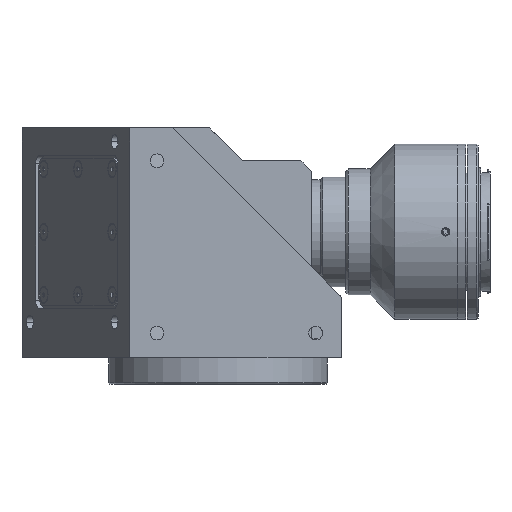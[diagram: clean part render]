
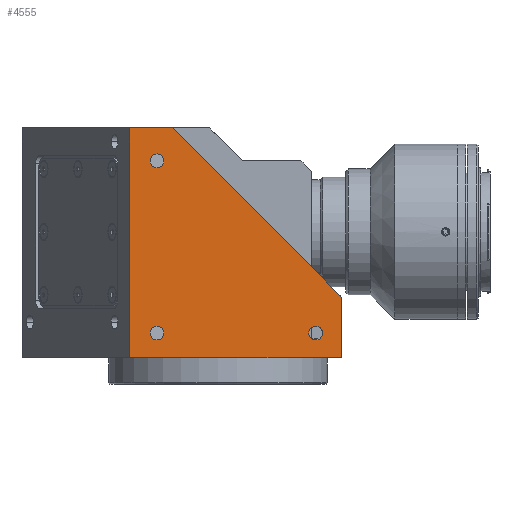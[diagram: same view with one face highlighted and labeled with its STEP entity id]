
A CAD part, front view. The second image highlights one B-rep face of the part: STEP entity #4555.
In plain terms, the highlighted planar face has unit normal (0, -1, 0).
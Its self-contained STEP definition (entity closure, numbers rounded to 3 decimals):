
#108 = CARTESIAN_POINT ( 'NONE',  ( -22.304, -44., 241.855 ) ) ;
#472 = CARTESIAN_POINT ( 'NONE',  ( 45., -44., 189.568 ) ) ;
#497 = DIRECTION ( 'NONE',  ( 0., 0., -1. ) ) ;
#786 = DIRECTION ( 'NONE',  ( 0., 0., -1. ) ) ;
#795 = ORIENTED_EDGE ( 'NONE', *, *, #9092, .T. ) ;
#931 = DIRECTION ( 'NONE',  ( 0., 0., 1. ) ) ;
#1287 = CARTESIAN_POINT ( 'NONE',  ( 35.696, -44., 178.855 ) ) ;
#1355 = DIRECTION ( 'NONE',  ( 0., -1., 0. ) ) ;
#1397 = VERTEX_POINT ( 'NONE', #5153 ) ;
#1412 = CARTESIAN_POINT ( 'NONE',  ( -22.304, -44., 239.355 ) ) ;
#1438 = VECTOR ( 'NONE', #13681, 1000. ) ;
#1731 = ORIENTED_EDGE ( 'NONE', *, *, #12471, .F. ) ;
#1884 = AXIS2_PLACEMENT_3D ( 'NONE', #6421, #10185, #497 ) ;
#2066 = CARTESIAN_POINT ( 'NONE',  ( -32.304, -44., 167.355 ) ) ;
#2376 = VERTEX_POINT ( 'NONE', #12132 ) ;
#2481 = EDGE_CURVE ( 'NONE', #2376, #8527, #8191, .T. ) ;
#2541 = DIRECTION ( 'NONE',  ( 0., -1., 0. ) ) ;
#2905 = ORIENTED_EDGE ( 'NONE', *, *, #6145, .F. ) ;
#3102 = AXIS2_PLACEMENT_3D ( 'NONE', #7743, #1355, #6170 ) ;
#3285 = CARTESIAN_POINT ( 'NONE',  ( 45., -44., 167.355 ) ) ;
#3352 = AXIS2_PLACEMENT_3D ( 'NONE', #10491, #15335, #786 ) ;
#3818 = LINE ( 'NONE', #7581, #1438 ) ;
#3840 = VERTEX_POINT ( 'NONE', #7896 ) ;
#4018 = EDGE_LOOP ( 'NONE', ( #12159, #15605 ) ) ;
#4306 = FACE_BOUND ( 'NONE', #4018, .T. ) ;
#4541 = DIRECTION ( 'NONE',  ( 0., 0., -1. ) ) ;
#4555 = ADVANCED_FACE ( 'NONE', ( #6292, #11097, #4306, #10689 ), #5799, .T. ) ;
#4666 = EDGE_LOOP ( 'NONE', ( #14492, #2905, #12320, #795, #11804 ) ) ;
#4922 = CARTESIAN_POINT ( 'NONE',  ( 35.696, -44., 176.355 ) ) ;
#4968 = CARTESIAN_POINT ( 'NONE',  ( -16.787, -44., 251.355 ) ) ;
#5153 = CARTESIAN_POINT ( 'NONE',  ( -22.304, -44., 236.855 ) ) ;
#5222 = CIRCLE ( 'NONE', #9231, 2.5 ) ;
#5405 = DIRECTION ( 'NONE',  ( 0., -1., 0. ) ) ;
#5715 = EDGE_CURVE ( 'NONE', #12020, #3840, #12420, .T. ) ;
#5799 = PLANE ( 'NONE',  #11605 ) ;
#5860 = AXIS2_PLACEMENT_3D ( 'NONE', #4922, #2541, #12101 ) ;
#5994 = EDGE_CURVE ( 'NONE', #14700, #11968, #14698, .T. ) ;
#6050 = EDGE_CURVE ( 'NONE', #1397, #7000, #14205, .T. ) ;
#6145 = EDGE_CURVE ( 'NONE', #13502, #11073, #11535, .T. ) ;
#6170 = DIRECTION ( 'NONE',  ( 0., 0., -1. ) ) ;
#6237 = DIRECTION ( 'NONE',  ( 0., 0., -1. ) ) ;
#6292 = FACE_BOUND ( 'NONE', #12019, .T. ) ;
#6421 = CARTESIAN_POINT ( 'NONE',  ( -22.304, -44., 176.355 ) ) ;
#6423 = CARTESIAN_POINT ( 'NONE',  ( -22.304, -44., 173.855 ) ) ;
#7000 = VERTEX_POINT ( 'NONE', #108 ) ;
#7017 = CARTESIAN_POINT ( 'NONE',  ( -32.304, -44., 251.355 ) ) ;
#7052 = EDGE_CURVE ( 'NONE', #11968, #14700, #8938, .T. ) ;
#7245 = CARTESIAN_POINT ( 'NONE',  ( -22.304, -44., 178.855 ) ) ;
#7364 = AXIS2_PLACEMENT_3D ( 'NONE', #1412, #8740, #6237 ) ;
#7581 = CARTESIAN_POINT ( 'NONE',  ( -16.787, -44., 251.355 ) ) ;
#7603 = CIRCLE ( 'NONE', #7364, 2.5 ) ;
#7743 = CARTESIAN_POINT ( 'NONE',  ( -22.304, -44., 176.355 ) ) ;
#7896 = CARTESIAN_POINT ( 'NONE',  ( 35.696, -44., 173.855 ) ) ;
#7916 = EDGE_LOOP ( 'NONE', ( #1731, #14618 ) ) ;
#8161 = ORIENTED_EDGE ( 'NONE', *, *, #9657, .F. ) ;
#8191 = LINE ( 'NONE', #9682, #12022 ) ;
#8527 = VERTEX_POINT ( 'NONE', #472 ) ;
#8740 = DIRECTION ( 'NONE',  ( 0., -1., 0. ) ) ;
#8938 = CIRCLE ( 'NONE', #1884, 2.5 ) ;
#9092 = EDGE_CURVE ( 'NONE', #14111, #2376, #10610, .T. ) ;
#9231 = AXIS2_PLACEMENT_3D ( 'NONE', #10516, #5405, #4541 ) ;
#9657 = EDGE_CURVE ( 'NONE', #7000, #1397, #7603, .T. ) ;
#9682 = CARTESIAN_POINT ( 'NONE',  ( 45., -44., 157.355 ) ) ;
#10181 = CARTESIAN_POINT ( 'NONE',  ( 45., -44., 251.355 ) ) ;
#10185 = DIRECTION ( 'NONE',  ( 0., -1., 0. ) ) ;
#10229 = EDGE_CURVE ( 'NONE', #14111, #13502, #11818, .T. ) ;
#10491 = CARTESIAN_POINT ( 'NONE',  ( -22.304, -44., 239.355 ) ) ;
#10516 = CARTESIAN_POINT ( 'NONE',  ( 35.696, -44., 176.355 ) ) ;
#10527 = DIRECTION ( 'NONE',  ( 0., -1., 0. ) ) ;
#10610 = LINE ( 'NONE', #3285, #11399 ) ;
#10689 = FACE_OUTER_BOUND ( 'NONE', #4666, .T. ) ;
#11073 = VERTEX_POINT ( 'NONE', #4968 ) ;
#11097 = FACE_BOUND ( 'NONE', #7916, .T. ) ;
#11399 = VECTOR ( 'NONE', #15456, 1000. ) ;
#11535 = LINE ( 'NONE', #10181, #13946 ) ;
#11605 = AXIS2_PLACEMENT_3D ( 'NONE', #15530, #10527, #15371 ) ;
#11748 = VECTOR ( 'NONE', #14106, 1000. ) ;
#11804 = ORIENTED_EDGE ( 'NONE', *, *, #2481, .T. ) ;
#11818 = LINE ( 'NONE', #14268, #11748 ) ;
#11968 = VERTEX_POINT ( 'NONE', #6423 ) ;
#12019 = EDGE_LOOP ( 'NONE', ( #14622, #8161 ) ) ;
#12020 = VERTEX_POINT ( 'NONE', #1287 ) ;
#12022 = VECTOR ( 'NONE', #931, 1000. ) ;
#12101 = DIRECTION ( 'NONE',  ( 0., 0., -1. ) ) ;
#12132 = CARTESIAN_POINT ( 'NONE',  ( 45., -44., 167.355 ) ) ;
#12159 = ORIENTED_EDGE ( 'NONE', *, *, #7052, .F. ) ;
#12320 = ORIENTED_EDGE ( 'NONE', *, *, #10229, .F. ) ;
#12420 = CIRCLE ( 'NONE', #5860, 2.5 ) ;
#12471 = EDGE_CURVE ( 'NONE', #3840, #12020, #5222, .T. ) ;
#12789 = EDGE_CURVE ( 'NONE', #11073, #8527, #3818, .T. ) ;
#13502 = VERTEX_POINT ( 'NONE', #7017 ) ;
#13681 = DIRECTION ( 'NONE',  ( 0.707, 0., -0.707 ) ) ;
#13946 = VECTOR ( 'NONE', #15175, 1000. ) ;
#14106 = DIRECTION ( 'NONE',  ( 0., 0., 1. ) ) ;
#14111 = VERTEX_POINT ( 'NONE', #2066 ) ;
#14205 = CIRCLE ( 'NONE', #3352, 2.5 ) ;
#14268 = CARTESIAN_POINT ( 'NONE',  ( -32.304, -44., 157.355 ) ) ;
#14492 = ORIENTED_EDGE ( 'NONE', *, *, #12789, .F. ) ;
#14618 = ORIENTED_EDGE ( 'NONE', *, *, #5715, .F. ) ;
#14622 = ORIENTED_EDGE ( 'NONE', *, *, #6050, .F. ) ;
#14698 = CIRCLE ( 'NONE', #3102, 2.5 ) ;
#14700 = VERTEX_POINT ( 'NONE', #7245 ) ;
#15175 = DIRECTION ( 'NONE',  ( 1., 0., 0. ) ) ;
#15335 = DIRECTION ( 'NONE',  ( 0., -1., 0. ) ) ;
#15371 = DIRECTION ( 'NONE',  ( 1., 0., 0. ) ) ;
#15456 = DIRECTION ( 'NONE',  ( 1., 0., 0. ) ) ;
#15530 = CARTESIAN_POINT ( 'NONE',  ( 45., -44., 157.355 ) ) ;
#15605 = ORIENTED_EDGE ( 'NONE', *, *, #5994, .F. ) ;
